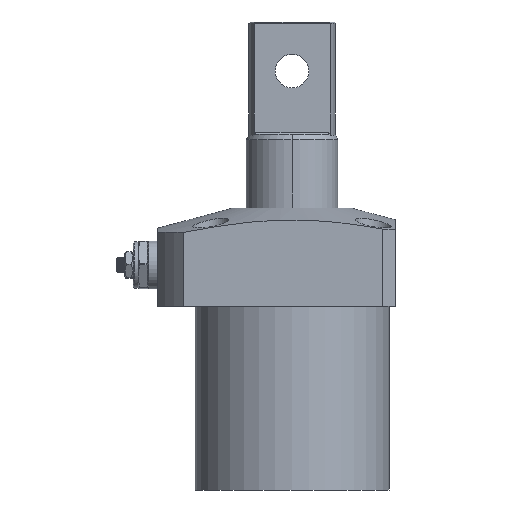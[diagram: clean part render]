
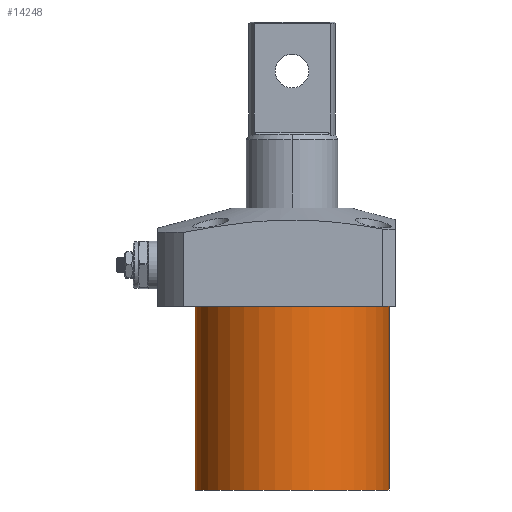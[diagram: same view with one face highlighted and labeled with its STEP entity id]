
A CAD part, front view. The second image highlights one B-rep face of the part: STEP entity #14248.
In plain terms, the highlighted cylindrical face has radius 37.5 mm (diameter 75 mm), a partial arc.
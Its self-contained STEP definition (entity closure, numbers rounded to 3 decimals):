
#1119 = DIRECTION ( 'NONE',  ( 1., 0., 0. ) ) ;
#2934 = AXIS2_PLACEMENT_3D ( 'NONE', #46695, #16228, #46870 ) ;
#6215 = CIRCLE ( 'NONE', #2934, 37.5 ) ;
#6843 = AXIS2_PLACEMENT_3D ( 'NONE', #38621, #23882, #1119 ) ;
#7031 = CARTESIAN_POINT ( 'NONE',  ( 0., 0., -71. ) ) ;
#8588 = EDGE_CURVE ( 'NONE', #43957, #23336, #6215, .T. ) ;
#9641 = AXIS2_PLACEMENT_3D ( 'NONE', #7031, #37260, #48360 ) ;
#14248 = ADVANCED_FACE ( 'NONE', ( #48103 ), #48664, .T. ) ;
#16228 = DIRECTION ( 'NONE',  ( 0., 0., -1. ) ) ;
#16735 = CARTESIAN_POINT ( 'NONE',  ( -37.5, 0., 0. ) ) ;
#17076 = CARTESIAN_POINT ( 'NONE',  ( 37.5, 0., 0. ) ) ;
#20943 = CARTESIAN_POINT ( 'NONE',  ( 37.5, 0., -71. ) ) ;
#21743 = VERTEX_POINT ( 'NONE', #20943 ) ;
#21968 = LINE ( 'NONE', #43424, #27291 ) ;
#23336 = VERTEX_POINT ( 'NONE', #16735 ) ;
#23882 = DIRECTION ( 'NONE',  ( 0., 0., 1. ) ) ;
#24847 = DIRECTION ( 'NONE',  ( 0., 0., 1. ) ) ;
#26096 = ORIENTED_EDGE ( 'NONE', *, *, #32174, .T. ) ;
#27291 = VECTOR ( 'NONE', #24847, 1000. ) ;
#27328 = EDGE_LOOP ( 'NONE', ( #44595, #41086, #26096, #34277 ) ) ;
#30953 = CARTESIAN_POINT ( 'NONE',  ( -37.5, 0., -71. ) ) ;
#31815 = CIRCLE ( 'NONE', #9641, 37.5 ) ;
#32174 = EDGE_CURVE ( 'NONE', #21743, #43957, #21968, .T. ) ;
#34277 = ORIENTED_EDGE ( 'NONE', *, *, #8588, .T. ) ;
#36474 = VERTEX_POINT ( 'NONE', #44160 ) ;
#37260 = DIRECTION ( 'NONE',  ( 0., 0., -1. ) ) ;
#38621 = CARTESIAN_POINT ( 'NONE',  ( 0., 0., -71. ) ) ;
#39234 = DIRECTION ( 'NONE',  ( 0., 0., 1. ) ) ;
#39451 = EDGE_CURVE ( 'NONE', #36474, #23336, #47937, .T. ) ;
#41086 = ORIENTED_EDGE ( 'NONE', *, *, #42813, .F. ) ;
#42813 = EDGE_CURVE ( 'NONE', #21743, #36474, #31815, .T. ) ;
#43424 = CARTESIAN_POINT ( 'NONE',  ( 37.5, 0., -71. ) ) ;
#43957 = VERTEX_POINT ( 'NONE', #17076 ) ;
#44160 = CARTESIAN_POINT ( 'NONE',  ( -37.5, 0., -71. ) ) ;
#44595 = ORIENTED_EDGE ( 'NONE', *, *, #39451, .F. ) ;
#46695 = CARTESIAN_POINT ( 'NONE',  ( 0., 0., 0. ) ) ;
#46767 = VECTOR ( 'NONE', #39234, 1000. ) ;
#46870 = DIRECTION ( 'NONE',  ( 1., 0., 0. ) ) ;
#47937 = LINE ( 'NONE', #30953, #46767 ) ;
#48103 = FACE_OUTER_BOUND ( 'NONE', #27328, .T. ) ;
#48360 = DIRECTION ( 'NONE',  ( -1., 0., 0. ) ) ;
#48664 = CYLINDRICAL_SURFACE ( 'NONE', #6843, 37.5 ) ;
